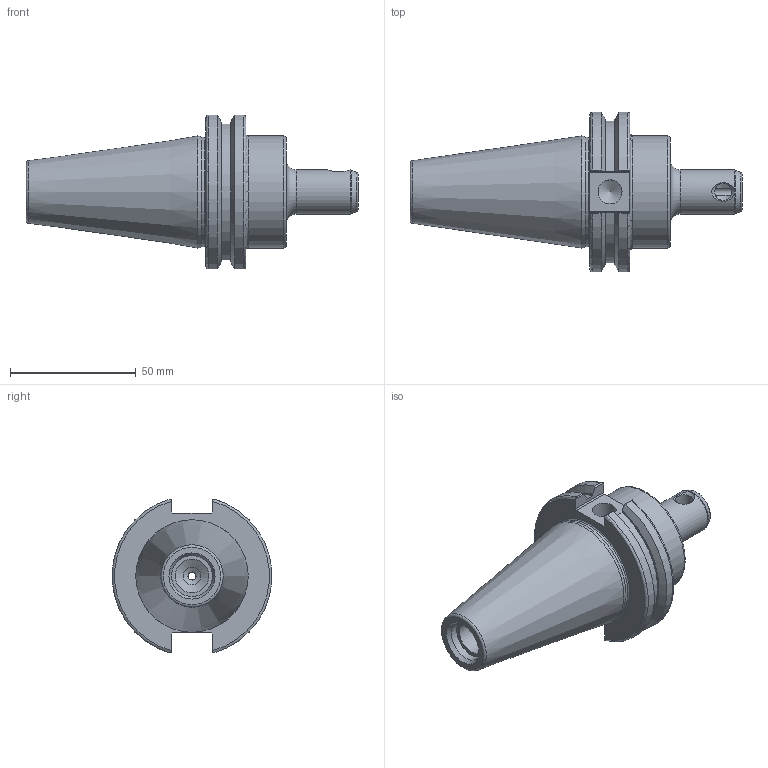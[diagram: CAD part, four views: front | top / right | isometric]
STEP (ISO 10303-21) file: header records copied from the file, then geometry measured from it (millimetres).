
FILE_DESCRIPTION(/* description */ (''),/* implementation_level */ '2;1');
FILE_NAME(/* name */ 'AK000B25.stp',/* time_stamp */ '2025-01-03T14:12:15+09:00',/* author */ ('YSH'),/* organization */ (''),/* preprocessor_version */ 'ST-DEVELOPER v20',/* originating_system */ 'Autodesk Inventor 2025',/* authorisation */ '');
FILE_SCHEMA (('AUTOMOTIVE_DESIGN { 1 0 10303 214 3 1 1 }'));
Length unit declared in the file: millimetre
Products named in the file (1): LO-CAT40-EMH3.175-63.5
Bounding box: 131.75 x 63.26 x 61.09 mm (x, y, z)
Volume: 129587.3 mm3; surface area: 25138.6 mm2
Topology: 1 solids, 1 shells, 69 faces, 187 edges, 122 vertices
Faces by surface type: plane 28, cylinder 15, cone 14, torus 12
Full cylindrical faces by diameter (mm): 3.175 x1, 6.782 x1, 7 x1, 9.525 x1, 13.386 x1, 16.3 x1, 17.526 x1, 43.6 x1, 44.45 x1
Entity records: 2364 total; most frequent: CARTESIAN_POINT 610, ORIENTED_EDGE 372, DIRECTION 353, EDGE_CURVE 186, AXIS2_PLACEMENT_3D 139, VERTEX_POINT 122, EDGE_LOOP 76, LINE 75
